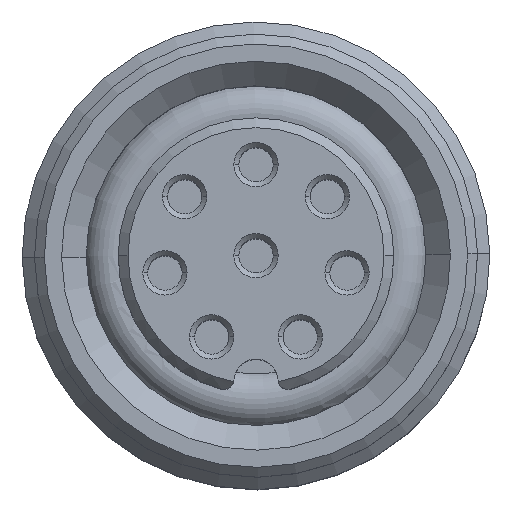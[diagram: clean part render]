
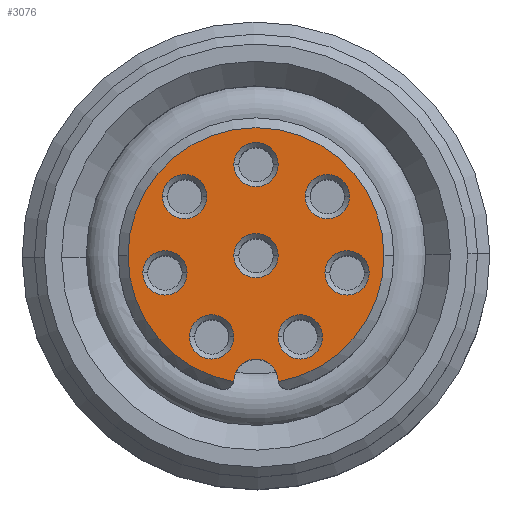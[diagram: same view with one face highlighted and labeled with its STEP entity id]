
A CAD part, top view. The second image highlights one B-rep face of the part: STEP entity #3076.
In plain terms, the highlighted planar face has unit normal (0, 0, 1).
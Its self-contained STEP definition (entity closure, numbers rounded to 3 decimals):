
#1914=LINE('',#12973,#2286);
#2286=VECTOR('',#10313,1.);
#2763=PLANE('',#8433);
#3076=ADVANCED_FACE('',(#3402,#3403,#3404,#3405,#3406,#3407,#3408,#3409,
#3410),#2763,.T.);
#3402=FACE_BOUND('',#3768,.T.);
#3403=FACE_BOUND('',#3769,.T.);
#3404=FACE_BOUND('',#3770,.T.);
#3405=FACE_BOUND('',#3771,.T.);
#3406=FACE_BOUND('',#3772,.T.);
#3407=FACE_BOUND('',#3773,.T.);
#3408=FACE_BOUND('',#3774,.T.);
#3409=FACE_BOUND('',#3775,.T.);
#3410=FACE_BOUND('',#3776,.T.);
#3768=EDGE_LOOP('',(#5409,#5410));
#3769=EDGE_LOOP('',(#5411,#5412));
#3770=EDGE_LOOP('',(#5413,#5414));
#3771=EDGE_LOOP('',(#5415,#5416));
#3772=EDGE_LOOP('',(#5417,#5418));
#3773=EDGE_LOOP('',(#5419,#5420));
#3774=EDGE_LOOP('',(#5421,#5422));
#3775=EDGE_LOOP('',(#5423,#5424));
#3776=EDGE_LOOP('',(#5425,#5426,#5427,#5428,#5429,#5430,#5431,#5432));
#5409=ORIENTED_EDGE('',*,*,#7090,.T.);
#5410=ORIENTED_EDGE('',*,*,#7089,.T.);
#5411=ORIENTED_EDGE('',*,*,#7086,.T.);
#5412=ORIENTED_EDGE('',*,*,#7043,.T.);
#5413=ORIENTED_EDGE('',*,*,#7039,.T.);
#5414=ORIENTED_EDGE('',*,*,#6990,.T.);
#5415=ORIENTED_EDGE('',*,*,#6986,.T.);
#5416=ORIENTED_EDGE('',*,*,#6985,.T.);
#5417=ORIENTED_EDGE('',*,*,#6982,.T.);
#5418=ORIENTED_EDGE('',*,*,#6981,.T.);
#5419=ORIENTED_EDGE('',*,*,#6978,.T.);
#5420=ORIENTED_EDGE('',*,*,#6929,.T.);
#5421=ORIENTED_EDGE('',*,*,#6925,.T.);
#5422=ORIENTED_EDGE('',*,*,#6882,.T.);
#5423=ORIENTED_EDGE('',*,*,#6878,.T.);
#5424=ORIENTED_EDGE('',*,*,#6877,.T.);
#5425=ORIENTED_EDGE('',*,*,#7091,.F.);
#5426=ORIENTED_EDGE('',*,*,#7092,.T.);
#5427=ORIENTED_EDGE('',*,*,#7093,.T.);
#5428=ORIENTED_EDGE('',*,*,#7094,.T.);
#5429=ORIENTED_EDGE('',*,*,#7095,.T.);
#5430=ORIENTED_EDGE('',*,*,#7096,.T.);
#5431=ORIENTED_EDGE('',*,*,#7097,.T.);
#5432=ORIENTED_EDGE('',*,*,#7098,.T.);
#6096=VERTEX_POINT('',#12377);
#6097=VERTEX_POINT('',#12379);
#6099=VERTEX_POINT('',#12386);
#6101=VERTEX_POINT('',#12390);
#6129=VERTEX_POINT('',#12513);
#6131=VERTEX_POINT('',#12517);
#6162=VERTEX_POINT('',#12666);
#6163=VERTEX_POINT('',#12668);
#6164=VERTEX_POINT('',#12674);
#6165=VERTEX_POINT('',#12676);
#6167=VERTEX_POINT('',#12683);
#6169=VERTEX_POINT('',#12687);
#6201=VERTEX_POINT('',#12840);
#6203=VERTEX_POINT('',#12844);
#6230=VERTEX_POINT('',#12966);
#6231=VERTEX_POINT('',#12968);
#6232=VERTEX_POINT('',#12974);
#6233=VERTEX_POINT('',#12975);
#6234=VERTEX_POINT('',#12977);
#6235=VERTEX_POINT('',#12979);
#6236=VERTEX_POINT('',#12981);
#6237=VERTEX_POINT('',#12983);
#6238=VERTEX_POINT('',#12985);
#6239=VERTEX_POINT('',#12987);
#6877=EDGE_CURVE('',#6096,#6097,#7550,.T.);
#6878=EDGE_CURVE('',#6097,#6096,#7551,.T.);
#6882=EDGE_CURVE('',#6099,#6101,#7553,.T.);
#6925=EDGE_CURVE('',#6101,#6099,#7571,.T.);
#6929=EDGE_CURVE('',#6129,#6131,#7573,.T.);
#6978=EDGE_CURVE('',#6131,#6129,#7591,.T.);
#6981=EDGE_CURVE('',#6162,#6163,#7592,.T.);
#6982=EDGE_CURVE('',#6163,#6162,#7593,.T.);
#6985=EDGE_CURVE('',#6164,#6165,#7594,.T.);
#6986=EDGE_CURVE('',#6165,#6164,#7595,.T.);
#6990=EDGE_CURVE('',#6167,#6169,#7597,.T.);
#7039=EDGE_CURVE('',#6169,#6167,#7615,.T.);
#7043=EDGE_CURVE('',#6201,#6203,#7617,.T.);
#7086=EDGE_CURVE('',#6203,#6201,#7635,.T.);
#7089=EDGE_CURVE('',#6230,#6231,#7636,.T.);
#7090=EDGE_CURVE('',#6231,#6230,#7637,.T.);
#7091=EDGE_CURVE('',#6232,#6233,#1914,.T.);
#7092=EDGE_CURVE('',#6232,#6234,#7638,.T.);
#7093=EDGE_CURVE('',#6234,#6235,#7639,.T.);
#7094=EDGE_CURVE('',#6235,#6236,#7640,.T.);
#7095=EDGE_CURVE('',#6236,#6237,#7641,.T.);
#7096=EDGE_CURVE('',#6237,#6238,#7642,.T.);
#7097=EDGE_CURVE('',#6238,#6239,#7643,.T.);
#7098=EDGE_CURVE('',#6239,#6233,#7644,.T.);
#7550=CIRCLE('',#8258,0.45);
#7551=CIRCLE('',#8260,0.45);
#7553=CIRCLE('',#8263,0.45);
#7571=CIRCLE('',#8297,0.45);
#7573=CIRCLE('',#8300,0.45);
#7591=CIRCLE('',#8336,0.45);
#7592=CIRCLE('',#8338,0.45);
#7593=CIRCLE('',#8340,0.45);
#7594=CIRCLE('',#8342,0.45);
#7595=CIRCLE('',#8344,0.45);
#7597=CIRCLE('',#8347,0.45);
#7615=CIRCLE('',#8383,0.45);
#7617=CIRCLE('',#8386,0.45);
#7635=CIRCLE('',#8420,0.45);
#7636=CIRCLE('',#8422,0.45);
#7637=CIRCLE('',#8424,0.45);
#7638=CIRCLE('',#8426,0.45);
#7639=CIRCLE('',#8427,0.2);
#7640=CIRCLE('',#8428,2.6);
#7641=CIRCLE('',#8429,2.6);
#7642=CIRCLE('',#8430,2.6);
#7643=CIRCLE('',#8431,0.2);
#7644=CIRCLE('',#8432,0.45);
#8258=AXIS2_PLACEMENT_3D('',#12380,#9867,#9868);
#8260=AXIS2_PLACEMENT_3D('',#12382,#9871,#9872);
#8263=AXIS2_PLACEMENT_3D('',#12391,#9879,#9880);
#8297=AXIS2_PLACEMENT_3D('',#12509,#9970,#9971);
#8300=AXIS2_PLACEMENT_3D('',#12518,#9978,#9979);
#8336=AXIS2_PLACEMENT_3D('',#12663,#10075,#10076);
#8338=AXIS2_PLACEMENT_3D('',#12669,#10081,#10082);
#8340=AXIS2_PLACEMENT_3D('',#12671,#10085,#10086);
#8342=AXIS2_PLACEMENT_3D('',#12677,#10091,#10092);
#8344=AXIS2_PLACEMENT_3D('',#12679,#10095,#10096);
#8347=AXIS2_PLACEMENT_3D('',#12688,#10103,#10104);
#8383=AXIS2_PLACEMENT_3D('',#12836,#10200,#10201);
#8386=AXIS2_PLACEMENT_3D('',#12845,#10208,#10209);
#8420=AXIS2_PLACEMENT_3D('',#12963,#10299,#10300);
#8422=AXIS2_PLACEMENT_3D('',#12969,#10305,#10306);
#8424=AXIS2_PLACEMENT_3D('',#12971,#10309,#10310);
#8426=AXIS2_PLACEMENT_3D('',#12976,#10314,#10315);
#8427=AXIS2_PLACEMENT_3D('',#12978,#10316,#10317);
#8428=AXIS2_PLACEMENT_3D('',#12980,#10318,#10319);
#8429=AXIS2_PLACEMENT_3D('',#12982,#10320,#10321);
#8430=AXIS2_PLACEMENT_3D('',#12984,#10322,#10323);
#8431=AXIS2_PLACEMENT_3D('',#12986,#10324,#10325);
#8432=AXIS2_PLACEMENT_3D('',#12988,#10326,#10327);
#8433=AXIS2_PLACEMENT_3D('',#12989,#10328,#10329);
#9867=DIRECTION('',(0.,0.,-1.));
#9868=DIRECTION('',(1.,0.,0.));
#9871=DIRECTION('',(0.,0.,-1.));
#9872=DIRECTION('',(1.,0.,0.));
#9879=DIRECTION('',(0.,0.,-1.));
#9880=DIRECTION('',(1.,0.,0.));
#9970=DIRECTION('',(0.,0.,-1.));
#9971=DIRECTION('',(1.,0.,0.));
#9978=DIRECTION('',(0.,0.,-1.));
#9979=DIRECTION('',(1.,0.,0.));
#10075=DIRECTION('',(0.,0.,-1.));
#10076=DIRECTION('',(1.,0.,0.));
#10081=DIRECTION('',(0.,0.,-1.));
#10082=DIRECTION('',(1.,0.,0.));
#10085=DIRECTION('',(0.,0.,-1.));
#10086=DIRECTION('',(1.,0.,0.));
#10091=DIRECTION('',(0.,0.,-1.));
#10092=DIRECTION('',(1.,0.,0.));
#10095=DIRECTION('',(0.,0.,-1.));
#10096=DIRECTION('',(1.,0.,0.));
#10103=DIRECTION('',(0.,0.,-1.));
#10104=DIRECTION('',(1.,0.,0.));
#10200=DIRECTION('',(0.,0.,-1.));
#10201=DIRECTION('',(1.,0.,0.));
#10208=DIRECTION('',(0.,0.,-1.));
#10209=DIRECTION('',(1.,0.,0.));
#10299=DIRECTION('',(0.,0.,-1.));
#10300=DIRECTION('',(1.,0.,0.));
#10305=DIRECTION('',(0.,0.,-1.));
#10306=DIRECTION('',(1.,0.,0.));
#10309=DIRECTION('',(0.,0.,-1.));
#10310=DIRECTION('',(1.,0.,0.));
#10313=DIRECTION('',(-1.,0.,0.));
#10314=DIRECTION('',(0.,0.,-1.));
#10315=DIRECTION('',(1.,0.,0.));
#10316=DIRECTION('',(0.,0.,1.));
#10317=DIRECTION('',(1.,0.,0.));
#10318=DIRECTION('',(0.,0.,1.));
#10319=DIRECTION('',(1.,0.,0.));
#10320=DIRECTION('',(0.,0.,1.));
#10321=DIRECTION('',(1.,0.,0.));
#10322=DIRECTION('',(0.,0.,1.));
#10323=DIRECTION('',(1.,0.,0.));
#10324=DIRECTION('',(0.,0.,1.));
#10325=DIRECTION('',(1.,0.,0.));
#10326=DIRECTION('',(0.,0.,-1.));
#10327=DIRECTION('',(1.,0.,0.));
#10328=DIRECTION('',(0.,0.,1.));
#10329=DIRECTION('',(1.,0.,0.));
#12377=CARTESIAN_POINT('',(-0.45,1.85,11.3));
#12379=CARTESIAN_POINT('',(0.45,1.85,11.3));
#12380=CARTESIAN_POINT('',(0.,1.85,11.3));
#12382=CARTESIAN_POINT('',(0.,1.85,11.3));
#12386=CARTESIAN_POINT('',(1.,1.2,11.3));
#12390=CARTESIAN_POINT('',(1.9,1.2,11.3));
#12391=CARTESIAN_POINT('',(1.45,1.2,11.3));
#12509=CARTESIAN_POINT('',(1.45,1.2,11.3));
#12513=CARTESIAN_POINT('',(1.4,-0.35,11.3));
#12517=CARTESIAN_POINT('',(2.3,-0.35,11.3));
#12518=CARTESIAN_POINT('',(1.85,-0.35,11.3));
#12663=CARTESIAN_POINT('',(1.85,-0.35,11.3));
#12666=CARTESIAN_POINT('',(0.45,-1.65,11.3));
#12668=CARTESIAN_POINT('',(1.35,-1.65,11.3));
#12669=CARTESIAN_POINT('',(0.9,-1.65,11.3));
#12671=CARTESIAN_POINT('',(0.9,-1.65,11.3));
#12674=CARTESIAN_POINT('',(-1.35,-1.65,11.3));
#12676=CARTESIAN_POINT('',(-0.45,-1.65,11.3));
#12677=CARTESIAN_POINT('',(-0.9,-1.65,11.3));
#12679=CARTESIAN_POINT('',(-0.9,-1.65,11.3));
#12683=CARTESIAN_POINT('',(-2.3,-0.35,11.3));
#12687=CARTESIAN_POINT('',(-1.4,-0.35,11.3));
#12688=CARTESIAN_POINT('',(-1.85,-0.35,11.3));
#12836=CARTESIAN_POINT('',(-1.85,-0.35,11.3));
#12840=CARTESIAN_POINT('',(-1.9,1.2,11.3));
#12844=CARTESIAN_POINT('',(-1.,1.2,11.3));
#12845=CARTESIAN_POINT('',(-1.45,1.2,11.3));
#12963=CARTESIAN_POINT('',(-1.45,1.2,11.3));
#12966=CARTESIAN_POINT('',(-0.45,0.,11.3));
#12968=CARTESIAN_POINT('',(0.45,0.,11.3));
#12969=CARTESIAN_POINT('',(0.,0.,11.3));
#12971=CARTESIAN_POINT('',(0.,0.,11.3));
#12973=CARTESIAN_POINT('',(-0.45,-2.1,11.3));
#12974=CARTESIAN_POINT('',(0.001,-2.1,11.3));
#12975=CARTESIAN_POINT('',(-0.001,-2.1,11.3));
#12976=CARTESIAN_POINT('',(0.001,-2.55,11.3));
#12977=CARTESIAN_POINT('',(0.45,-2.527,11.3));
#12978=CARTESIAN_POINT('',(0.65,-2.517,11.3));
#12979=CARTESIAN_POINT('',(0.455,-2.56,11.3));
#12980=CARTESIAN_POINT('',(0.,0.,11.3));
#12981=CARTESIAN_POINT('',(2.6,0.,11.3));
#12982=CARTESIAN_POINT('',(0.,0.,11.3));
#12983=CARTESIAN_POINT('',(-2.6,0.,11.3));
#12984=CARTESIAN_POINT('',(0.,0.,11.3));
#12985=CARTESIAN_POINT('',(-0.455,-2.56,11.3));
#12986=CARTESIAN_POINT('',(-0.65,-2.517,11.3));
#12987=CARTESIAN_POINT('',(-0.45,-2.527,11.3));
#12988=CARTESIAN_POINT('',(-0.001,-2.55,11.3));
#12989=CARTESIAN_POINT('',(0.,0.,11.3));
